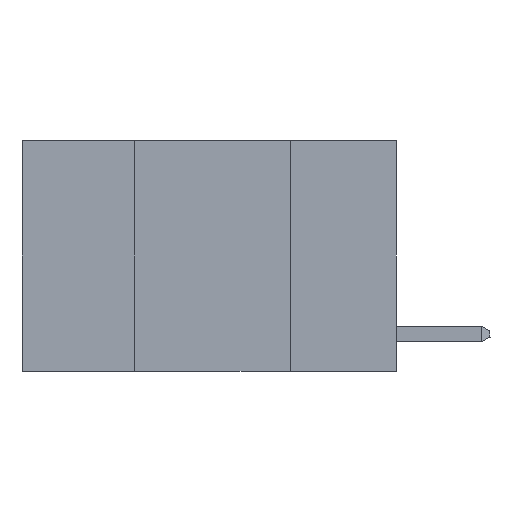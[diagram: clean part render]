
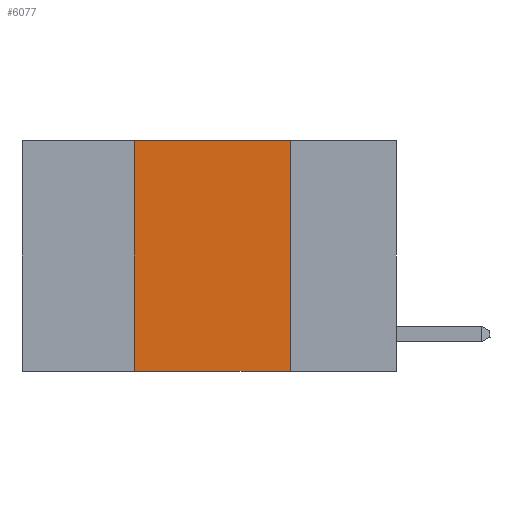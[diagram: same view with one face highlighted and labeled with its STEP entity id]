
A CAD part, left-side view. The second image highlights one B-rep face of the part: STEP entity #6077.
In plain terms, the highlighted planar face has unit normal (-1, 0, 0).
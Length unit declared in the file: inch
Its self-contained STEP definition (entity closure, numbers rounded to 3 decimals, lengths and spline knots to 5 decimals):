
#49 = EDGE_CURVE ( 'NONE', #915, #8809, #8078, .T. ) ;
#493 = VECTOR ( 'NONE', #6602, 39.37008 ) ;
#579 = EDGE_CURVE ( 'NONE', #8813, #8809, #4758, .T. ) ;
#618 = PLANE ( 'NONE',  #7163 ) ;
#706 = DIRECTION ( 'NONE',  ( 1., 0., 0. ) ) ;
#915 = VERTEX_POINT ( 'NONE', #4708 ) ;
#1176 = CARTESIAN_POINT ( 'NONE',  ( 0., 0.6, 0. ) ) ;
#1223 = VECTOR ( 'NONE', #1587, 39.37008 ) ;
#1587 = DIRECTION ( 'NONE',  ( 0., 0., 1. ) ) ;
#2216 = ORIENTED_EDGE ( 'NONE', *, *, #2900, .F. ) ;
#2900 = EDGE_CURVE ( 'NONE', #7100, #8813, #8467, .T. ) ;
#3564 = FACE_OUTER_BOUND ( 'NONE', #6701, .T. ) ;
#3608 = DIRECTION ( 'NONE',  ( 0., 0., -1. ) ) ;
#3680 = CARTESIAN_POINT ( 'NONE',  ( 0., 0.6, -0.37 ) ) ;
#3812 = CARTESIAN_POINT ( 'NONE',  ( 0., 0.17, 0. ) ) ;
#3880 = LINE ( 'NONE', #4591, #1223 ) ;
#4082 = DIRECTION ( 'NONE',  ( 0., -1., 0. ) ) ;
#4088 = ORIENTED_EDGE ( 'NONE', *, *, #579, .F. ) ;
#4334 = CARTESIAN_POINT ( 'NONE',  ( 0., 0.6, 0. ) ) ;
#4591 = CARTESIAN_POINT ( 'NONE',  ( 0., 0.42, 0. ) ) ;
#4662 = VECTOR ( 'NONE', #4082, 39.37008 ) ;
#4708 = CARTESIAN_POINT ( 'NONE',  ( 0., 0.42, -0.37 ) ) ;
#4757 = VECTOR ( 'NONE', #6734, 39.37008 ) ;
#4758 = LINE ( 'NONE', #3812, #4757 ) ;
#5526 = ORIENTED_EDGE ( 'NONE', *, *, #8399, .F. ) ;
#6077 = ADVANCED_FACE ( 'NONE', ( #3564 ), #618, .F. ) ;
#6602 = DIRECTION ( 'NONE',  ( 0., -1., 0. ) ) ;
#6701 = EDGE_LOOP ( 'NONE', ( #4088, #2216, #5526, #8362 ) ) ;
#6734 = DIRECTION ( 'NONE',  ( 0., 0., -1. ) ) ;
#6740 = CARTESIAN_POINT ( 'NONE',  ( 0., 0.17, -0.37 ) ) ;
#7100 = VERTEX_POINT ( 'NONE', #8890 ) ;
#7163 = AXIS2_PLACEMENT_3D ( 'NONE', #4334, #706, #3608 ) ;
#8078 = LINE ( 'NONE', #3680, #493 ) ;
#8259 = CARTESIAN_POINT ( 'NONE',  ( 0., 0.17, 0. ) ) ;
#8362 = ORIENTED_EDGE ( 'NONE', *, *, #49, .T. ) ;
#8399 = EDGE_CURVE ( 'NONE', #915, #7100, #3880, .T. ) ;
#8467 = LINE ( 'NONE', #1176, #4662 ) ;
#8809 = VERTEX_POINT ( 'NONE', #6740 ) ;
#8813 = VERTEX_POINT ( 'NONE', #8259 ) ;
#8890 = CARTESIAN_POINT ( 'NONE',  ( 0., 0.42, 0. ) ) ;
